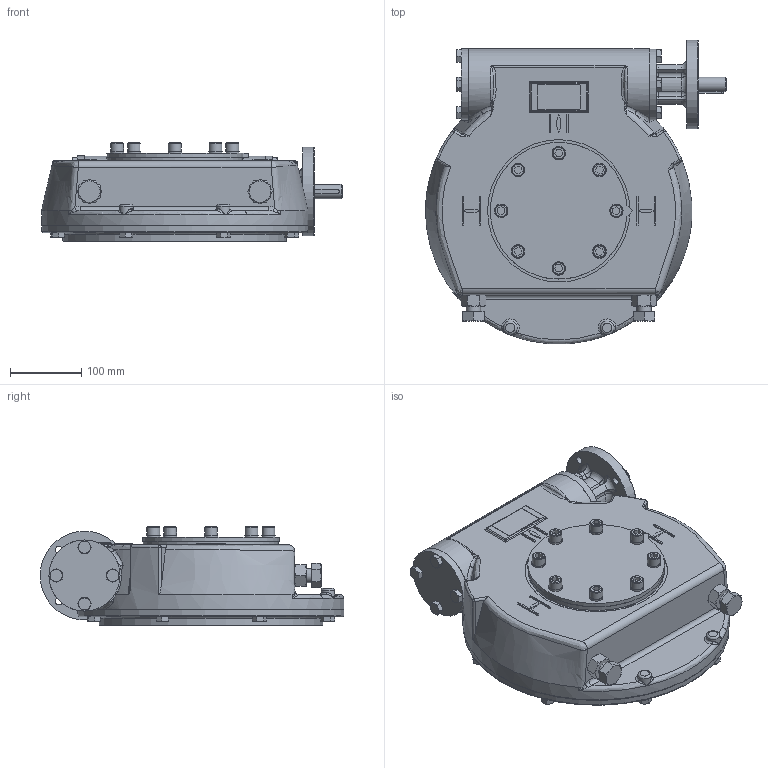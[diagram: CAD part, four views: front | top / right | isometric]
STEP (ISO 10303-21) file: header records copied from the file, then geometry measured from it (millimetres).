
FILE_DESCRIPTION(/* description */ ('Unknown'),/* implementation_level */ '2;1');
FILE_NAME(/* name */ 'PUB-IW6FB-F10-F16',/* time_stamp */ '2016-06-28T08:59:33+01:00',/* author */ ('Unknown'),/* organization */ ('Unknown'),/* preprocessor_version */ 'ST-DEVELOPER v16',/* originating_system */ 'DEX',/* authorisation */ $);
FILE_SCHEMA (('AUTOMOTIVE_DESIGN {1 0 10303 214 3 1 1}'));
Length unit declared in the file: millimetre
Products named in the file (1): PUB-IW6FB-F10-F16
Bounding box: 423.23 x 427.43 x 138.65 mm (x, y, z)
Surface area: 595848.6 mm2 (no closed solid volume)
Topology: 0 solids, 57 shells, 726 faces, 1967 edges, 1287 vertices
Faces by surface type: plane 332, cone 151, cylinder 121, bspline 77, torus 35, sphere 10
Full cylindrical faces by diameter (mm): 10.5 x4, 11 x8, 16.299 x4, 18 x8, 19 x10, 20 x3, 30 x1, 30.4 x1, 40.5 x1, 70.05 x1, 100 x2, 125 x1, 130 x1, 190 x1
Entity records: 38808 total; most frequent: CARTESIAN_POINT 20261, ORIENTED_EDGE 3213, DIRECTION 3011, EDGE_CURVE 1821, VERTEX_POINT 1257, AXIS2_PLACEMENT_3D 1184, FACE_BOUND 963, EDGE_LOOP 959
